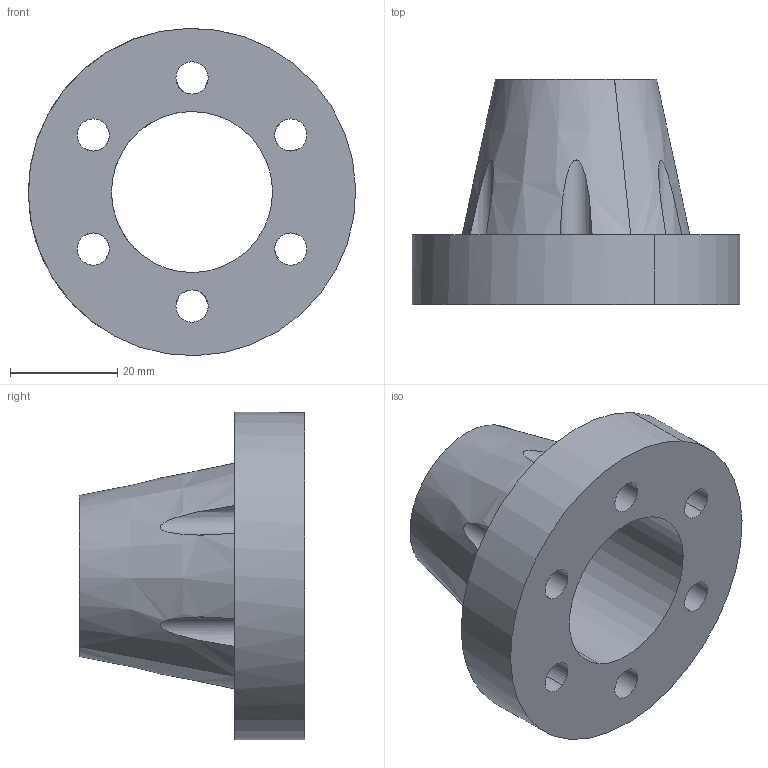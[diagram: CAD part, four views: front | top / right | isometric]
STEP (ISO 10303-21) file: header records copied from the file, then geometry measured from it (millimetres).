
FILE_DESCRIPTION(('CoCreate Modeling STEP Export'),'2;1');
FILE_NAME('m25.stp','2011-05-24T11:26:44',(''),(''),'CoCreate Modeling STEP processor for AP214 (Solid Model)','CoCreate Modeling 18.0P1120 20-Nov-2010 (C) Parametric Technology GmbH','');
FILE_SCHEMA(('AUTOMOTIVE_DESIGN { 1 0 10303 214 1 1 1 1 }'));
Length unit declared in the file: millimetre
Products named in the file (1): Z00001000014_A001.PRT
Bounding box: 60.99 x 42 x 60.99 mm (x, y, z)
Volume: 35845 mm3; surface area: 14843.2 mm2
Topology: 1 solids, 1 shells, 20 faces, 74 edges, 50 vertices
Faces by surface type: cylinder 16, cone 2, plane 2
Entity records: 1058 total; most frequent: CARTESIAN_POINT 453, ORIENTED_EDGE 148, DIRECTION 104, EDGE_CURVE 74, VERTEX_POINT 50, AXIS2_PLACEMENT_3D 43, EDGE_LOOP 28, CIRCLE 22
